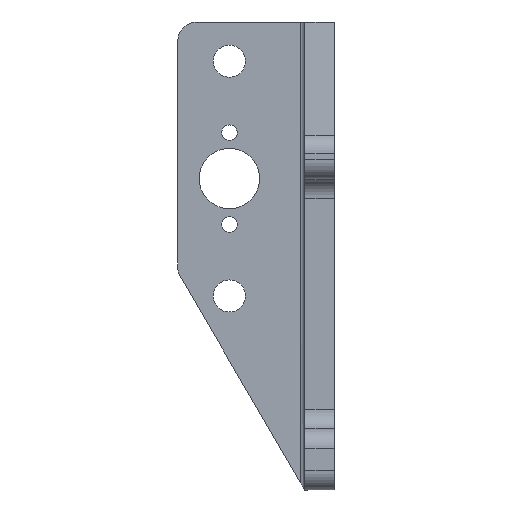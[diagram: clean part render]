
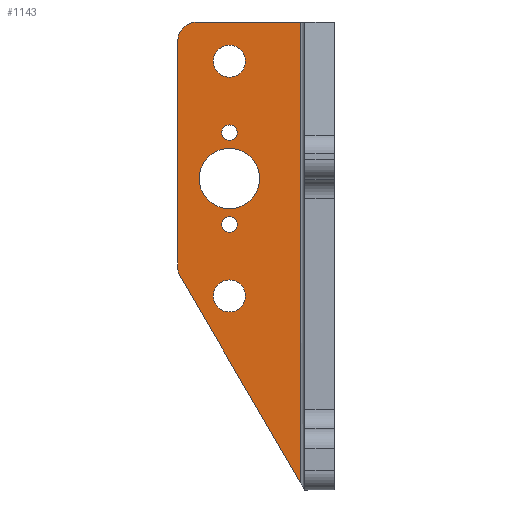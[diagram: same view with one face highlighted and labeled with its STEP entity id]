
A CAD part, front view. The second image highlights one B-rep face of the part: STEP entity #1143.
In plain terms, the highlighted planar face has unit normal (0, -1, 0).
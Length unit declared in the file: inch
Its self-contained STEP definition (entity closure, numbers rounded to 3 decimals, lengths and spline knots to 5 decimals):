
#13 = FACE_BOUND ( 'NONE', #1311, .T. ) ;
#43 = VERTEX_POINT ( 'NONE', #313 ) ;
#93 = CARTESIAN_POINT ( 'NONE',  ( -0.67, -0.188, 2.293 ) ) ;
#96 = DIRECTION ( 'NONE',  ( 0., 1., 0. ) ) ;
#97 = AXIS2_PLACEMENT_3D ( 'NONE', #922, #184, #1048 ) ;
#117 = CIRCLE ( 'NONE', #1349, 0.1025 ) ;
#142 = CIRCLE ( 'NONE', #496, 0.193 ) ;
#149 = CIRCLE ( 'NONE', #523, 0.1025 ) ;
#175 = ORIENTED_EDGE ( 'NONE', *, *, #1016, .F. ) ;
#184 = DIRECTION ( 'NONE',  ( 0., 1., 0. ) ) ;
#215 = DIRECTION ( 'NONE',  ( 0., 0., 1. ) ) ;
#227 = AXIS2_PLACEMENT_3D ( 'NONE', #259, #1119, #376 ) ;
#242 = FACE_BOUND ( 'NONE', #1133, .T. ) ;
#259 = CARTESIAN_POINT ( 'NONE',  ( -0.875, -0.188, 1.43482 ) ) ;
#267 = CARTESIAN_POINT ( 'NONE',  ( -0.98295, -0.188, 1.37179 ) ) ;
#268 = ORIENTED_EDGE ( 'NONE', *, *, #514, .T. ) ;
#272 = VERTEX_POINT ( 'NONE', #1194 ) ;
#284 = VECTOR ( 'NONE', #524, 39.37008 ) ;
#288 = DIRECTION ( 'NONE',  ( 0., -1., 0. ) ) ;
#308 = FACE_BOUND ( 'NONE', #1057, .T. ) ;
#313 = CARTESIAN_POINT ( 'NONE',  ( -0.217, -0.188, 3. ) ) ;
#348 = CARTESIAN_POINT ( 'NONE',  ( -0.67, -0.188, 2. ) ) ;
#366 = CIRCLE ( 'NONE', #97, 0.1025 ) ;
#376 = DIRECTION ( 'NONE',  ( 0., 0., 1. ) ) ;
#386 = CARTESIAN_POINT ( 'NONE',  ( -0.67, -0.188, 2.6475 ) ) ;
#409 = EDGE_CURVE ( 'NONE', #1321, #1326, #149, .T. ) ;
#410 = FACE_BOUND ( 'NONE', #1313, .T. ) ;
#412 = CARTESIAN_POINT ( 'NONE',  ( -0.67, -0.188, 2.293 ) ) ;
#414 = CARTESIAN_POINT ( 'NONE',  ( -0.67, -0.188, 1.6575 ) ) ;
#417 = LINE ( 'NONE', #888, #284 ) ;
#451 = CARTESIAN_POINT ( 'NONE',  ( -0.67, -0.188, 2.193 ) ) ;
#456 = CIRCLE ( 'NONE', #541, 0.125 ) ;
#460 = DIRECTION ( 'NONE',  ( 0., 0., 1. ) ) ;
#468 = EDGE_CURVE ( 'NONE', #1155, #783, #1195, .T. ) ;
#469 = DIRECTION ( 'NONE',  ( 0., 1., 0. ) ) ;
#485 = EDGE_CURVE ( 'NONE', #1265, #1280, #1196, .T. ) ;
#496 = AXIS2_PLACEMENT_3D ( 'NONE', #348, #1209, #460 ) ;
#514 = EDGE_CURVE ( 'NONE', #1199, #877, #117, .T. ) ;
#523 = AXIS2_PLACEMENT_3D ( 'NONE', #1562, #96, #1065 ) ;
#524 = DIRECTION ( 'NONE',  ( 0.504, 0., -0.864 ) ) ;
#535 = DIRECTION ( 'NONE',  ( 0., 0., 1. ) ) ;
#536 = DIRECTION ( 'NONE',  ( 0., 1., 0. ) ) ;
#540 = CARTESIAN_POINT ( 'NONE',  ( -0.67, -0.188, 1.1475 ) ) ;
#541 = AXIS2_PLACEMENT_3D ( 'NONE', #1026, #288, #1146 ) ;
#571 = CARTESIAN_POINT ( 'NONE',  ( -0.67, -0.188, 1.25 ) ) ;
#575 = CIRCLE ( 'NONE', #1087, 0.1025 ) ;
#592 = EDGE_CURVE ( 'NONE', #877, #1199, #366, .T. ) ;
#601 = CARTESIAN_POINT ( 'NONE',  ( -1., -0.188, 3. ) ) ;
#602 = DIRECTION ( 'NONE',  ( 0., 1., 0. ) ) ;
#613 = CARTESIAN_POINT ( 'NONE',  ( -1., -0.188, 3. ) ) ;
#615 = CIRCLE ( 'NONE', #227, 0.125 ) ;
#622 = CARTESIAN_POINT ( 'NONE',  ( -0.67, -0.188, 2.75 ) ) ;
#626 = ORIENTED_EDGE ( 'NONE', *, *, #981, .T. ) ;
#645 = VECTOR ( 'NONE', #1238, 39.37008 ) ;
#646 = VERTEX_POINT ( 'NONE', #451 ) ;
#658 = EDGE_CURVE ( 'NONE', #890, #646, #142, .T. ) ;
#692 = ORIENTED_EDGE ( 'NONE', *, *, #468, .T. ) ;
#700 = DIRECTION ( 'NONE',  ( 0., 0., 1. ) ) ;
#704 = DIRECTION ( 'NONE',  ( 0., 1., 0. ) ) ;
#723 = LINE ( 'NONE', #601, #872 ) ;
#725 = DIRECTION ( 'NONE',  ( 1., 0., 0. ) ) ;
#735 = AXIS2_PLACEMENT_3D ( 'NONE', #412, #1278, #535 ) ;
#742 = VECTOR ( 'NONE', #1459, 39.37008 ) ;
#748 = DIRECTION ( 'NONE',  ( 0., 0., 1. ) ) ;
#760 = ORIENTED_EDGE ( 'NONE', *, *, #409, .T. ) ;
#762 = EDGE_CURVE ( 'NONE', #1326, #1321, #575, .T. ) ;
#765 = ORIENTED_EDGE ( 'NONE', *, *, #923, .T. ) ;
#783 = VERTEX_POINT ( 'NONE', #950 ) ;
#784 = LINE ( 'NONE', #1348, #645 ) ;
#795 = CARTESIAN_POINT ( 'NONE',  ( -0.67, -0.188, 2.8525 ) ) ;
#801 = LINE ( 'NONE', #613, #742 ) ;
#829 = VERTEX_POINT ( 'NONE', #1320 ) ;
#851 = EDGE_CURVE ( 'NONE', #1280, #1265, #1472, .T. ) ;
#872 = VECTOR ( 'NONE', #725, 39.37008 ) ;
#877 = VERTEX_POINT ( 'NONE', #386 ) ;
#888 = CARTESIAN_POINT ( 'NONE',  ( -1., -0.188, 1.401 ) ) ;
#890 = VERTEX_POINT ( 'NONE', #1145 ) ;
#915 = CIRCLE ( 'NONE', #988, 0.193 ) ;
#922 = CARTESIAN_POINT ( 'NONE',  ( -0.67, -0.188, 2.75 ) ) ;
#923 = EDGE_CURVE ( 'NONE', #783, #1155, #1157, .T. ) ;
#950 = CARTESIAN_POINT ( 'NONE',  ( -0.67, -0.188, 2.3425 ) ) ;
#951 = DIRECTION ( 'NONE',  ( 0., 1., 0. ) ) ;
#959 = ORIENTED_EDGE ( 'NONE', *, *, #1103, .T. ) ;
#970 = EDGE_CURVE ( 'NONE', #829, #43, #723, .T. ) ;
#974 = FACE_OUTER_BOUND ( 'NONE', #1414, .T. ) ;
#981 = EDGE_CURVE ( 'NONE', #646, #890, #915, .T. ) ;
#988 = AXIS2_PLACEMENT_3D ( 'NONE', #1342, #602, #1455 ) ;
#1006 = EDGE_CURVE ( 'NONE', #1415, #1139, #801, .T. ) ;
#1016 = EDGE_CURVE ( 'NONE', #43, #272, #784, .T. ) ;
#1020 = ORIENTED_EDGE ( 'NONE', *, *, #1118, .T. ) ;
#1022 = ORIENTED_EDGE ( 'NONE', *, *, #851, .T. ) ;
#1026 = CARTESIAN_POINT ( 'NONE',  ( -0.875, -0.188, 2.875 ) ) ;
#1029 = CARTESIAN_POINT ( 'NONE',  ( -1., -0.188, 3. ) ) ;
#1038 = EDGE_CURVE ( 'NONE', #1139, #1483, #615, .T. ) ;
#1040 = CARTESIAN_POINT ( 'NONE',  ( -0.67, -0.188, 1.7565 ) ) ;
#1048 = DIRECTION ( 'NONE',  ( 0., 0., 1. ) ) ;
#1057 = EDGE_LOOP ( 'NONE', ( #268, #1109 ) ) ;
#1065 = DIRECTION ( 'NONE',  ( 0., 0., 1. ) ) ;
#1087 = AXIS2_PLACEMENT_3D ( 'NONE', #571, #1423, #700 ) ;
#1103 = EDGE_CURVE ( 'NONE', #829, #1415, #456, .T. ) ;
#1106 = AXIS2_PLACEMENT_3D ( 'NONE', #93, #951, #215 ) ;
#1109 = ORIENTED_EDGE ( 'NONE', *, *, #592, .T. ) ;
#1118 = EDGE_CURVE ( 'NONE', #1483, #272, #417, .T. ) ;
#1119 = DIRECTION ( 'NONE',  ( 0., -1., 0. ) ) ;
#1133 = EDGE_LOOP ( 'NONE', ( #1270, #760 ) ) ;
#1139 = VERTEX_POINT ( 'NONE', #1153 ) ;
#1143 = ADVANCED_FACE ( 'NONE', ( #308, #13, #242, #410, #1303, #974 ), #1381, .F. ) ;
#1145 = CARTESIAN_POINT ( 'NONE',  ( -0.67, -0.188, 1.807 ) ) ;
#1146 = DIRECTION ( 'NONE',  ( 0., 0., 1. ) ) ;
#1153 = CARTESIAN_POINT ( 'NONE',  ( -1., -0.188, 1.43482 ) ) ;
#1155 = VERTEX_POINT ( 'NONE', #1397 ) ;
#1157 = CIRCLE ( 'NONE', #735, 0.0495 ) ;
#1194 = CARTESIAN_POINT ( 'NONE',  ( -0.217, -0.188, 0.05994 ) ) ;
#1195 = CIRCLE ( 'NONE', #1106, 0.0495 ) ;
#1196 = CIRCLE ( 'NONE', #1202, 0.0495 ) ;
#1199 = VERTEX_POINT ( 'NONE', #795 ) ;
#1202 = AXIS2_PLACEMENT_3D ( 'NONE', #1434, #704, #1547 ) ;
#1209 = DIRECTION ( 'NONE',  ( 0., 1., 0. ) ) ;
#1213 = CARTESIAN_POINT ( 'NONE',  ( -0.67, -0.188, 1.707 ) ) ;
#1238 = DIRECTION ( 'NONE',  ( 0., 0., -1. ) ) ;
#1265 = VERTEX_POINT ( 'NONE', #414 ) ;
#1270 = ORIENTED_EDGE ( 'NONE', *, *, #762, .T. ) ;
#1272 = ORIENTED_EDGE ( 'NONE', *, *, #485, .T. ) ;
#1278 = DIRECTION ( 'NONE',  ( 0., 1., 0. ) ) ;
#1280 = VERTEX_POINT ( 'NONE', #1040 ) ;
#1294 = AXIS2_PLACEMENT_3D ( 'NONE', #1029, #536, #1387 ) ;
#1301 = CARTESIAN_POINT ( 'NONE',  ( -1., -0.188, 2.875 ) ) ;
#1303 = FACE_BOUND ( 'NONE', #1426, .T. ) ;
#1311 = EDGE_LOOP ( 'NONE', ( #626, #1411 ) ) ;
#1313 = EDGE_LOOP ( 'NONE', ( #1022, #1272 ) ) ;
#1320 = CARTESIAN_POINT ( 'NONE',  ( -0.875, -0.188, 3. ) ) ;
#1321 = VERTEX_POINT ( 'NONE', #540 ) ;
#1326 = VERTEX_POINT ( 'NONE', #1510 ) ;
#1329 = DIRECTION ( 'NONE',  ( 0., 0., 1. ) ) ;
#1342 = CARTESIAN_POINT ( 'NONE',  ( -0.67, -0.188, 2. ) ) ;
#1348 = CARTESIAN_POINT ( 'NONE',  ( -0.217, -0.188, 3. ) ) ;
#1349 = AXIS2_PLACEMENT_3D ( 'NONE', #622, #1468, #748 ) ;
#1352 = ORIENTED_EDGE ( 'NONE', *, *, #970, .F. ) ;
#1381 = PLANE ( 'NONE',  #1294 ) ;
#1387 = DIRECTION ( 'NONE',  ( 0., 0., 1. ) ) ;
#1396 = AXIS2_PLACEMENT_3D ( 'NONE', #1213, #469, #1329 ) ;
#1397 = CARTESIAN_POINT ( 'NONE',  ( -0.67, -0.188, 2.2435 ) ) ;
#1411 = ORIENTED_EDGE ( 'NONE', *, *, #658, .T. ) ;
#1414 = EDGE_LOOP ( 'NONE', ( #1352, #959, #1521, #1534, #1020, #175 ) ) ;
#1415 = VERTEX_POINT ( 'NONE', #1301 ) ;
#1423 = DIRECTION ( 'NONE',  ( 0., 1., 0. ) ) ;
#1426 = EDGE_LOOP ( 'NONE', ( #765, #692 ) ) ;
#1434 = CARTESIAN_POINT ( 'NONE',  ( -0.67, -0.188, 1.707 ) ) ;
#1455 = DIRECTION ( 'NONE',  ( 0., 0., 1. ) ) ;
#1459 = DIRECTION ( 'NONE',  ( 0., 0., -1. ) ) ;
#1468 = DIRECTION ( 'NONE',  ( 0., 1., 0. ) ) ;
#1472 = CIRCLE ( 'NONE', #1396, 0.0495 ) ;
#1483 = VERTEX_POINT ( 'NONE', #267 ) ;
#1510 = CARTESIAN_POINT ( 'NONE',  ( -0.67, -0.188, 1.3525 ) ) ;
#1521 = ORIENTED_EDGE ( 'NONE', *, *, #1006, .T. ) ;
#1534 = ORIENTED_EDGE ( 'NONE', *, *, #1038, .T. ) ;
#1547 = DIRECTION ( 'NONE',  ( 0., 0., 1. ) ) ;
#1562 = CARTESIAN_POINT ( 'NONE',  ( -0.67, -0.188, 1.25 ) ) ;
